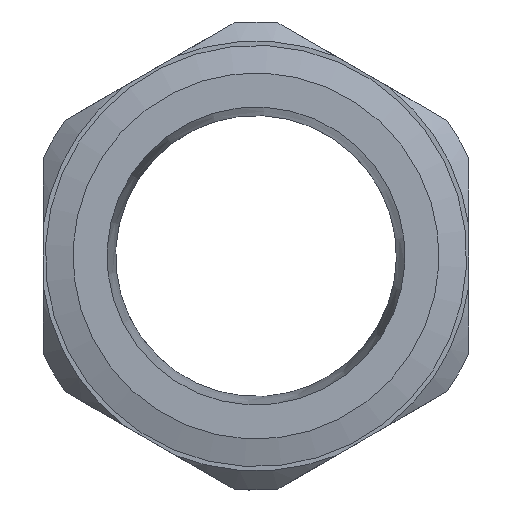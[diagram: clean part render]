
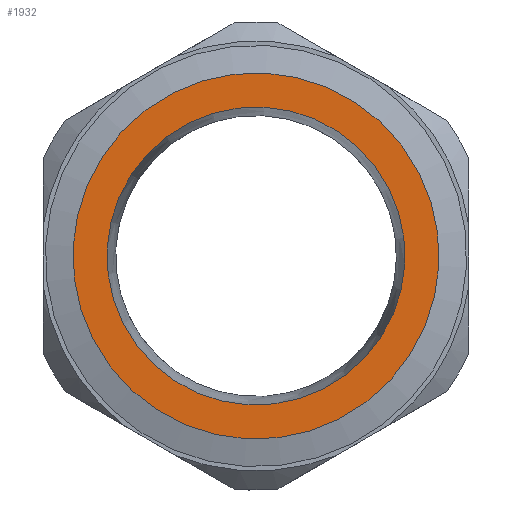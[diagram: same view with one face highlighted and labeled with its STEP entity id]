
A CAD part, left-side view. The second image highlights one B-rep face of the part: STEP entity #1932.
In plain terms, the highlighted planar face has unit normal (-1, 0, 0).
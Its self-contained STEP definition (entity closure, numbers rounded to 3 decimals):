
#28=FACE_BOUND('',#334,.T.);
#49=PLANE('',#2176);
#216=FACE_OUTER_BOUND('',#333,.T.);
#333=EDGE_LOOP('',(#1504,#1505));
#334=EDGE_LOOP('',(#1506,#1507));
#629=CIRCLE('',#2151,17.5);
#630=CIRCLE('',#2152,17.5);
#634=CIRCLE('',#2157,21.5);
#635=CIRCLE('',#2158,21.5);
#797=VERTEX_POINT('',#3242);
#798=VERTEX_POINT('',#3244);
#801=VERTEX_POINT('',#3253);
#802=VERTEX_POINT('',#3255);
#1036=EDGE_CURVE('',#798,#797,#629,.T.);
#1037=EDGE_CURVE('',#797,#798,#630,.T.);
#1042=EDGE_CURVE('',#802,#801,#634,.T.);
#1043=EDGE_CURVE('',#801,#802,#635,.T.);
#1504=ORIENTED_EDGE('',*,*,#1042,.T.);
#1505=ORIENTED_EDGE('',*,*,#1043,.T.);
#1506=ORIENTED_EDGE('',*,*,#1036,.T.);
#1507=ORIENTED_EDGE('',*,*,#1037,.T.);
#1932=ADVANCED_FACE('',(#216,#28),#49,.T.);
#2151=AXIS2_PLACEMENT_3D('',#3245,#2614,#2615);
#2152=AXIS2_PLACEMENT_3D('',#3246,#2616,#2617);
#2157=AXIS2_PLACEMENT_3D('',#3256,#2627,#2628);
#2158=AXIS2_PLACEMENT_3D('',#3257,#2629,#2630);
#2176=AXIS2_PLACEMENT_3D('',#3286,#2667,#2668);
#2614=DIRECTION('center_axis',(1.,0.,0.));
#2615=DIRECTION('ref_axis',(0.,0.993,-0.12));
#2616=DIRECTION('center_axis',(1.,0.,0.));
#2617=DIRECTION('ref_axis',(0.,0.993,-0.12));
#2627=DIRECTION('center_axis',(-1.,0.,0.));
#2628=DIRECTION('ref_axis',(0.,0.993,-0.12));
#2629=DIRECTION('center_axis',(-1.,0.,0.));
#2630=DIRECTION('ref_axis',(0.,0.993,-0.12));
#2667=DIRECTION('center_axis',(-1.,0.,0.));
#2668=DIRECTION('ref_axis',(0.,0.12,0.993));
#3242=CARTESIAN_POINT('',(-22.,-17.373,2.107));
#3244=CARTESIAN_POINT('',(-22.,17.373,-2.107));
#3245=CARTESIAN_POINT('Origin',(-22.,0.,0.));
#3246=CARTESIAN_POINT('Origin',(-22.,0.,0.));
#3253=CARTESIAN_POINT('',(-22.,-21.344,2.589));
#3255=CARTESIAN_POINT('',(-22.,21.344,-2.589));
#3256=CARTESIAN_POINT('Origin',(-22.,0.,0.));
#3257=CARTESIAN_POINT('Origin',(-22.,0.,0.));
#3286=CARTESIAN_POINT('Origin',(-22.,0.,0.));
